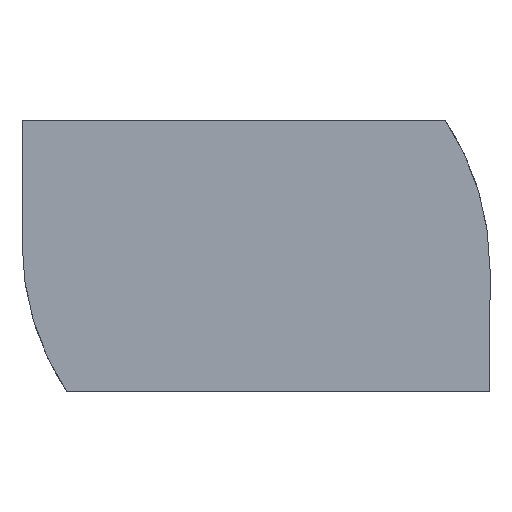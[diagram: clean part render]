
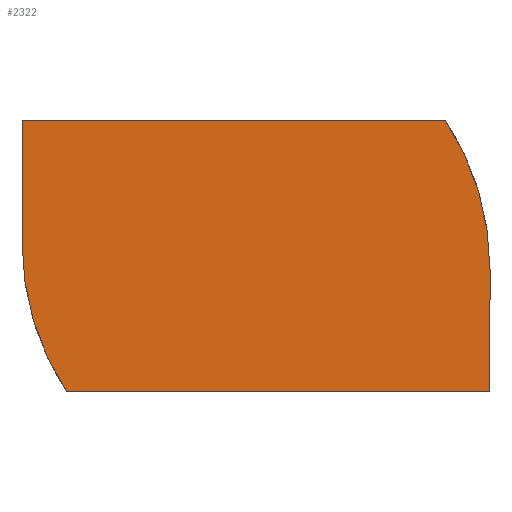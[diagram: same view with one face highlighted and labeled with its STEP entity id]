
A CAD part, front view. The second image highlights one B-rep face of the part: STEP entity #2322.
In plain terms, the highlighted planar face has unit normal (0, -1, 0).
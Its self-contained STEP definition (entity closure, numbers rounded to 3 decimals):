
#77 = AXIS2_PLACEMENT_3D ( 'NONE', #1939, #2848, #775 ) ;
#172 = LINE ( 'NONE', #2316, #178 ) ;
#178 = VECTOR ( 'NONE', #1087, 1000. ) ;
#247 = VERTEX_POINT ( 'NONE', #1497 ) ;
#252 = LINE ( 'NONE', #1174, #1622 ) ;
#450 = ORIENTED_EDGE ( 'NONE', *, *, #2867, .F. ) ;
#469 = DIRECTION ( 'NONE',  ( 0., 0., -1. ) ) ;
#472 = VECTOR ( 'NONE', #829, 1000. ) ;
#544 = FACE_OUTER_BOUND ( 'NONE', #2687, .T. ) ;
#742 = VERTEX_POINT ( 'NONE', #2336 ) ;
#775 = DIRECTION ( 'NONE',  ( 0., 0., -1. ) ) ;
#808 = CARTESIAN_POINT ( 'NONE',  ( -17.25, 0., 1. ) ) ;
#825 = DIRECTION ( 'NONE',  ( 0., 1., 0. ) ) ;
#829 = DIRECTION ( 'NONE',  ( 0., 0., 1. ) ) ;
#992 = LINE ( 'NONE', #1184, #2926 ) ;
#1028 = CARTESIAN_POINT ( 'NONE',  ( -17.25, 0., 10. ) ) ;
#1029 = ORIENTED_EDGE ( 'NONE', *, *, #2371, .F. ) ;
#1056 = ORIENTED_EDGE ( 'NONE', *, *, #2048, .F. ) ;
#1087 = DIRECTION ( 'NONE',  ( -1., 0., 0. ) ) ;
#1174 = CARTESIAN_POINT ( 'NONE',  ( -17.25, 0., 10. ) ) ;
#1184 = CARTESIAN_POINT ( 'NONE',  ( 17.25, 0., -1. ) ) ;
#1197 = CARTESIAN_POINT ( 'NONE',  ( -17.25, 0., 10. ) ) ;
#1427 = CARTESIAN_POINT ( 'NONE',  ( 17.25, 0., -10. ) ) ;
#1480 = CARTESIAN_POINT ( 'NONE',  ( 2.75, 0., 1. ) ) ;
#1497 = CARTESIAN_POINT ( 'NONE',  ( 17.25, 0., -1. ) ) ;
#1518 = EDGE_CURVE ( 'NONE', #247, #2640, #992, .T. ) ;
#1622 = VECTOR ( 'NONE', #2107, 1000. ) ;
#1634 = AXIS2_PLACEMENT_3D ( 'NONE', #1480, #2377, #2148 ) ;
#1646 = PLANE ( 'NONE',  #1634 ) ;
#1738 = VERTEX_POINT ( 'NONE', #2189 ) ;
#1760 = LINE ( 'NONE', #1028, #472 ) ;
#1809 = CIRCLE ( 'NONE', #77, 20. ) ;
#1919 = VERTEX_POINT ( 'NONE', #1197 ) ;
#1939 = CARTESIAN_POINT ( 'NONE',  ( -2.75, 0., -1. ) ) ;
#2032 = ORIENTED_EDGE ( 'NONE', *, *, #2176, .F. ) ;
#2048 = EDGE_CURVE ( 'NONE', #742, #247, #1809, .T. ) ;
#2079 = VERTEX_POINT ( 'NONE', #808 ) ;
#2107 = DIRECTION ( 'NONE',  ( 1., 0., 0. ) ) ;
#2139 = ORIENTED_EDGE ( 'NONE', *, *, #1518, .F. ) ;
#2148 = DIRECTION ( 'NONE',  ( 0., 0., -1. ) ) ;
#2176 = EDGE_CURVE ( 'NONE', #2640, #1738, #172, .T. ) ;
#2189 = CARTESIAN_POINT ( 'NONE',  ( -13.953, 0., -10. ) ) ;
#2236 = EDGE_CURVE ( 'NONE', #1919, #742, #252, .T. ) ;
#2316 = CARTESIAN_POINT ( 'NONE',  ( -13.953, 0., -10. ) ) ;
#2320 = ORIENTED_EDGE ( 'NONE', *, *, #2236, .F. ) ;
#2322 = ADVANCED_FACE ( 'NONE', ( #544 ), #1646, .T. ) ;
#2336 = CARTESIAN_POINT ( 'NONE',  ( 13.953, 0., 10. ) ) ;
#2371 = EDGE_CURVE ( 'NONE', #2079, #1919, #1760, .T. ) ;
#2377 = DIRECTION ( 'NONE',  ( 0., -1., 0. ) ) ;
#2640 = VERTEX_POINT ( 'NONE', #1427 ) ;
#2641 = CIRCLE ( 'NONE', #2738, 20. ) ;
#2687 = EDGE_LOOP ( 'NONE', ( #2139, #1056, #2320, #1029, #450, #2032 ) ) ;
#2701 = DIRECTION ( 'NONE',  ( 0., 0., -1. ) ) ;
#2738 = AXIS2_PLACEMENT_3D ( 'NONE', #2904, #825, #2701 ) ;
#2848 = DIRECTION ( 'NONE',  ( 0., 1., 0. ) ) ;
#2867 = EDGE_CURVE ( 'NONE', #1738, #2079, #2641, .T. ) ;
#2904 = CARTESIAN_POINT ( 'NONE',  ( 2.75, 0., 1. ) ) ;
#2926 = VECTOR ( 'NONE', #469, 1000. ) ;
